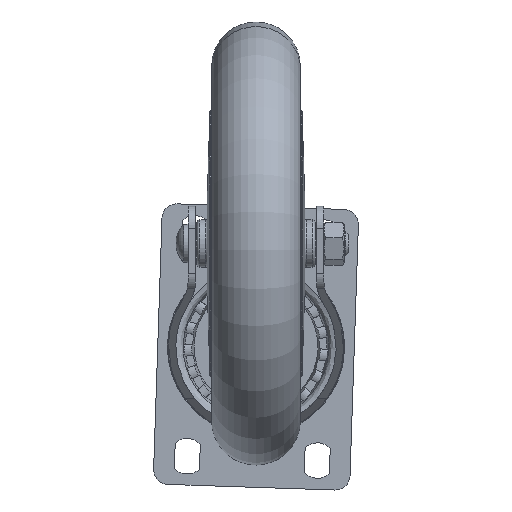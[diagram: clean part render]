
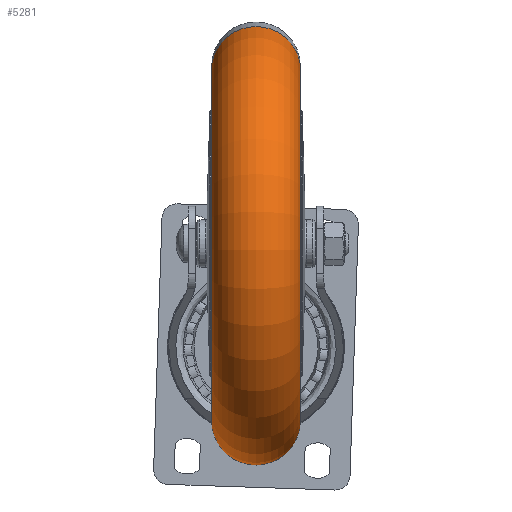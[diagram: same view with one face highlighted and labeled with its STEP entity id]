
A CAD part, front view. The second image highlights one B-rep face of the part: STEP entity #5281.
In plain terms, the highlighted toroidal (fillet/blend) face has major radius 60 mm and minor radius 15 mm.
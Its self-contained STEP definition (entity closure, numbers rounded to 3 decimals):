
#675 = TOROIDAL_SURFACE ( 'NONE', #20701, 60., 15. ) ;
#2260 = CIRCLE ( 'NONE', #24633, 15. ) ;
#4234 = CARTESIAN_POINT ( 'NONE',  ( 0., -7.912, 64.772 ) ) ;
#5281 = ADVANCED_FACE ( 'NONE', ( #38625 ), #675, .T. ) ;
#7474 = DIRECTION ( 'NONE',  ( 0., 0.205, -0.979 ) ) ;
#7665 = ORIENTED_EDGE ( 'NONE', *, *, #29570, .T. ) ;
#10877 = VERTEX_POINT ( 'NONE', #38848 ) ;
#11495 = CARTESIAN_POINT ( 'NONE',  ( 15., 4.361, 6.041 ) ) ;
#12055 = CIRCLE ( 'NONE', #31829, 15. ) ;
#12403 = ORIENTED_EDGE ( 'NONE', *, *, #31575, .T. ) ;
#14087 = ORIENTED_EDGE ( 'NONE', *, *, #15203, .F. ) ;
#14214 = VERTEX_POINT ( 'NONE', #32360 ) ;
#14520 = DIRECTION ( 'NONE',  ( 0., -0.205, 0.979 ) ) ;
#15203 = EDGE_CURVE ( 'NONE', #10877, #29614, #2260, .T. ) ;
#15597 = CARTESIAN_POINT ( 'NONE',  ( -15., 4.361, 6.041 ) ) ;
#15995 = ORIENTED_EDGE ( 'NONE', *, *, #39588, .F. ) ;
#16687 = CARTESIAN_POINT ( 'NONE',  ( 0., 16.633, -52.691 ) ) ;
#18671 = DIRECTION ( 'NONE',  ( 0., -0.205, 0.979 ) ) ;
#19769 = DIRECTION ( 'NONE',  ( 0., -0.205, 0.979 ) ) ;
#20280 = CIRCLE ( 'NONE', #36481, 60. ) ;
#20328 = CIRCLE ( 'NONE', #36416, 60. ) ;
#20701 = AXIS2_PLACEMENT_3D ( 'NONE', #32389, #30241, #30195 ) ;
#21519 = VERTEX_POINT ( 'NONE', #23793 ) ;
#23793 = CARTESIAN_POINT ( 'NONE',  ( -15., -7.912, 64.772 ) ) ;
#24633 = AXIS2_PLACEMENT_3D ( 'NONE', #16687, #37898, #19769 ) ;
#25887 = DIRECTION ( 'NONE',  ( 0., -0.979, -0.205 ) ) ;
#26154 = CARTESIAN_POINT ( 'NONE',  ( -15., 16.633, -52.691 ) ) ;
#29570 = EDGE_CURVE ( 'NONE', #14214, #21519, #12055, .T. ) ;
#29614 = VERTEX_POINT ( 'NONE', #26154 ) ;
#30195 = DIRECTION ( 'NONE',  ( 0., -0.205, 0.979 ) ) ;
#30241 = DIRECTION ( 'NONE',  ( -1., 0., 0. ) ) ;
#31575 = EDGE_CURVE ( 'NONE', #10877, #14214, #20280, .T. ) ;
#31829 = AXIS2_PLACEMENT_3D ( 'NONE', #4234, #25887, #7474 ) ;
#32360 = CARTESIAN_POINT ( 'NONE',  ( 15., -7.912, 64.772 ) ) ;
#32389 = CARTESIAN_POINT ( 'NONE',  ( 0., 4.361, 6.041 ) ) ;
#32789 = DIRECTION ( 'NONE',  ( -1., 0., 0. ) ) ;
#34518 = EDGE_LOOP ( 'NONE', ( #14087, #12403, #7665, #15995 ) ) ;
#36416 = AXIS2_PLACEMENT_3D ( 'NONE', #15597, #36835, #18671 ) ;
#36481 = AXIS2_PLACEMENT_3D ( 'NONE', #11495, #32789, #14520 ) ;
#36835 = DIRECTION ( 'NONE',  ( -1., 0., 0. ) ) ;
#37898 = DIRECTION ( 'NONE',  ( 0., 0.979, 0.205 ) ) ;
#38625 = FACE_OUTER_BOUND ( 'NONE', #34518, .T. ) ;
#38848 = CARTESIAN_POINT ( 'NONE',  ( 15., 16.633, -52.691 ) ) ;
#39588 = EDGE_CURVE ( 'NONE', #29614, #21519, #20328, .T. ) ;
